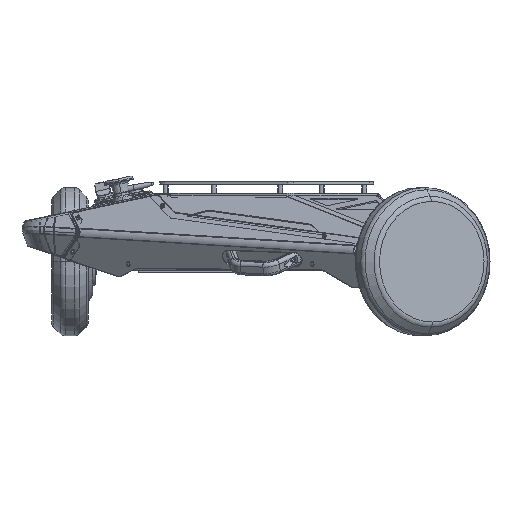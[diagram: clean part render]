
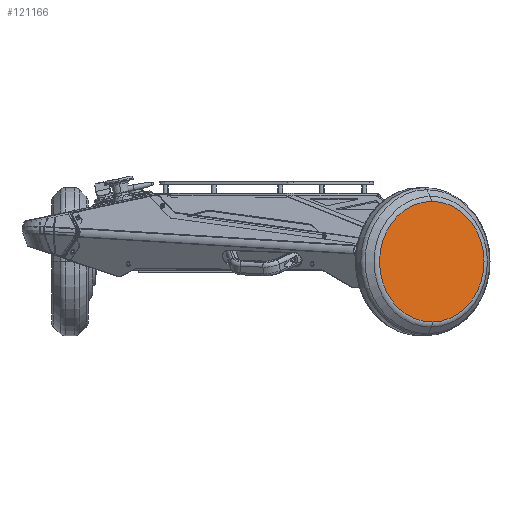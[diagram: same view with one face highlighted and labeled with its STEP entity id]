
A CAD part, left-side view. The second image highlights one B-rep face of the part: STEP entity #121166.
In plain terms, the highlighted planar face has unit normal (-0.866, -0.5, 0).
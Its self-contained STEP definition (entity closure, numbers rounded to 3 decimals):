
#7187 = EDGE_CURVE ( 'NONE', #144163, #102386, #78509, .T. ) ;
#8314 = EDGE_CURVE ( 'NONE', #102386, #144163, #163934, .T. ) ;
#62278 = CARTESIAN_POINT ( 'NONE',  ( -296.277, -245.161, 992.06 ) ) ;
#62960 = CARTESIAN_POINT ( 'NONE',  ( -295.86, -245.882, 908.19 ) ) ;
#66021 = ORIENTED_EDGE ( 'NONE', *, *, #8314, .T. ) ;
#70541 = EDGE_LOOP ( 'NONE', ( #66021, #166233 ) ) ;
#72912 = AXIS2_PLACEMENT_3D ( 'NONE', #62278, #87122, #115343 ) ;
#77576 = DIRECTION ( 'NONE',  ( -0.866, -0.5, 0. ) ) ;
#77641 = DIRECTION ( 'NONE',  ( -0.866, -0.5, 0. ) ) ;
#78509 = CIRCLE ( 'NONE', #72912, 83.873 ) ;
#87122 = DIRECTION ( 'NONE',  ( -0.866, -0.5, 0. ) ) ;
#101730 = AXIS2_PLACEMENT_3D ( 'NONE', #105016, #77641, #159101 ) ;
#102386 = VERTEX_POINT ( 'NONE', #149846 ) ;
#105016 = CARTESIAN_POINT ( 'NONE',  ( -296.277, -245.161, 992.06 ) ) ;
#115343 = DIRECTION ( 'NONE',  ( -0.005, 0.009, 1. ) ) ;
#119157 = AXIS2_PLACEMENT_3D ( 'NONE', #128883, #77576, #143092 ) ;
#121166 = ADVANCED_FACE ( 'NONE', ( #124521 ), #128002, .T. ) ;
#124521 = FACE_OUTER_BOUND ( 'NONE', #70541, .T. ) ;
#128002 = PLANE ( 'NONE',  #119157 ) ;
#128883 = CARTESIAN_POINT ( 'NONE',  ( -296.277, -245.161, 992.06 ) ) ;
#143092 = DIRECTION ( 'NONE',  ( 0.435, -0.754, -0.491 ) ) ;
#144163 = VERTEX_POINT ( 'NONE', #62960 ) ;
#149846 = CARTESIAN_POINT ( 'NONE',  ( -296.693, -244.439, 1075.929 ) ) ;
#159101 = DIRECTION ( 'NONE',  ( -0.005, 0.009, 1. ) ) ;
#163934 = CIRCLE ( 'NONE', #101730, 83.873 ) ;
#166233 = ORIENTED_EDGE ( 'NONE', *, *, #7187, .T. ) ;
